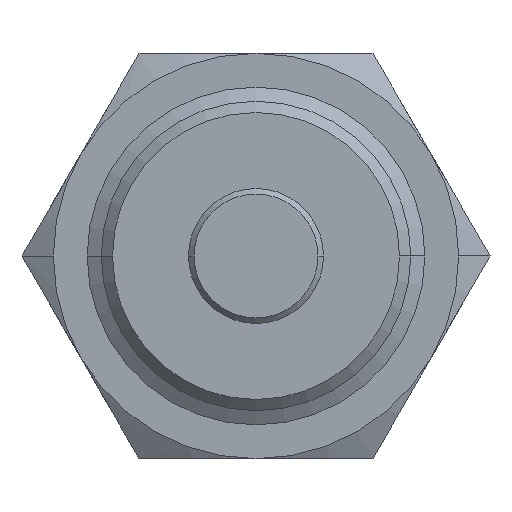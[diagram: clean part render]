
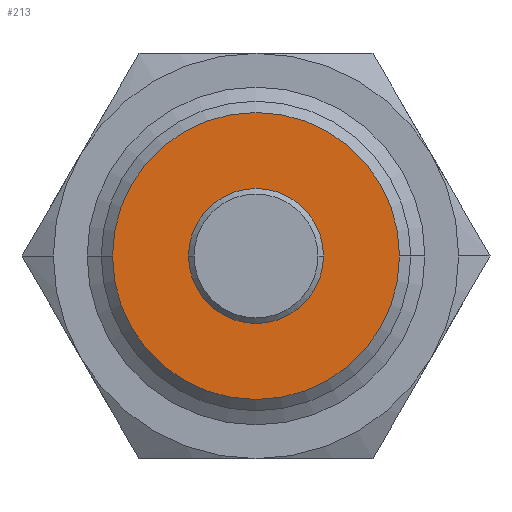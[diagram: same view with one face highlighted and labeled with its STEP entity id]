
A CAD part, front view. The second image highlights one B-rep face of the part: STEP entity #213.
In plain terms, the highlighted planar face has unit normal (0, -1, 0).
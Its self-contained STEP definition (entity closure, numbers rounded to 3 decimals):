
#213=ADVANCED_FACE('',(#371,#372),#373,.T.);
#371=FACE_OUTER_BOUND('',#598,.T.);
#372=FACE_BOUND('',#599,.T.);
#373=PLANE('',#600);
#598=EDGE_LOOP('',(#1042,#1043));
#599=EDGE_LOOP('',(#1044,#1045,#1046));
#600=AXIS2_PLACEMENT_3D('',#1047,#1048,#1049);
#1042=ORIENTED_EDGE('',*,*,#1525,.F.);
#1043=ORIENTED_EDGE('',*,*,#1612,.F.);
#1044=ORIENTED_EDGE('',*,*,#1531,.T.);
#1045=ORIENTED_EDGE('',*,*,#1611,.T.);
#1046=ORIENTED_EDGE('',*,*,#1532,.T.);
#1047=CARTESIAN_POINT('',(-9.375,-50.5,0.0));
#1048=DIRECTION('',(0.0,-1.0,0.0));
#1049=DIRECTION('',(1.0,0.0,0.0));
#1525=EDGE_CURVE('',#1762,#1764,#1765,.T.);
#1531=EDGE_CURVE('',#1776,#1774,#1777,.T.);
#1532=EDGE_CURVE('',#1768,#1776,#1778,.T.);
#1611=EDGE_CURVE('',#1774,#1768,#1907,.T.);
#1612=EDGE_CURVE('',#1764,#1762,#1908,.T.);
#1762=VERTEX_POINT('',#2136);
#1764=VERTEX_POINT('',#2139);
#1765=CIRCLE('',#2140,12.75);
#1768=VERTEX_POINT('',#2144);
#1774=VERTEX_POINT('',#2150);
#1776=VERTEX_POINT('',#2152);
#1777=CIRCLE('',#2153,6.0);
#1778=CIRCLE('',#2154,6.0);
#1907=CIRCLE('',#2439,6.0);
#1908=CIRCLE('',#2440,12.75);
#2136=CARTESIAN_POINT('',(-12.75,-50.5,0.0));
#2139=CARTESIAN_POINT('',(12.75,-50.5,0.));
#2140=AXIS2_PLACEMENT_3D('',#3223,#3224,#3225);
#2144=CARTESIAN_POINT('',(0.,-50.5,-6.0));
#2150=CARTESIAN_POINT('',(0.,-50.5,6.0));
#2152=CARTESIAN_POINT('',(-6.0,-50.5,0.0));
#2153=AXIS2_PLACEMENT_3D('',#3239,#3240,#3241);
#2154=AXIS2_PLACEMENT_3D('',#3242,#3243,#3244);
#2439=AXIS2_PLACEMENT_3D('',#3415,#3416,#3417);
#2440=AXIS2_PLACEMENT_3D('',#3418,#3419,#3420);
#3223=CARTESIAN_POINT('',(0.0,-50.5,0.0));
#3224=DIRECTION('',(0.0,1.0,0.0));
#3225=DIRECTION('',(-1.0,0.0,0.0));
#3239=CARTESIAN_POINT('',(0.0,-50.5,0.0));
#3240=DIRECTION('',(0.0,1.0,0.0));
#3241=DIRECTION('',(-1.0,0.0,0.0));
#3242=CARTESIAN_POINT('',(0.0,-50.5,0.0));
#3243=DIRECTION('',(0.0,1.0,0.0));
#3244=DIRECTION('',(-1.0,0.0,0.0));
#3415=CARTESIAN_POINT('',(0.0,-50.5,0.0));
#3416=DIRECTION('',(0.0,1.0,0.0));
#3417=DIRECTION('',(-1.0,0.0,0.0));
#3418=CARTESIAN_POINT('',(0.0,-50.5,0.0));
#3419=DIRECTION('',(0.0,1.0,0.0));
#3420=DIRECTION('',(-1.0,0.0,0.0));
